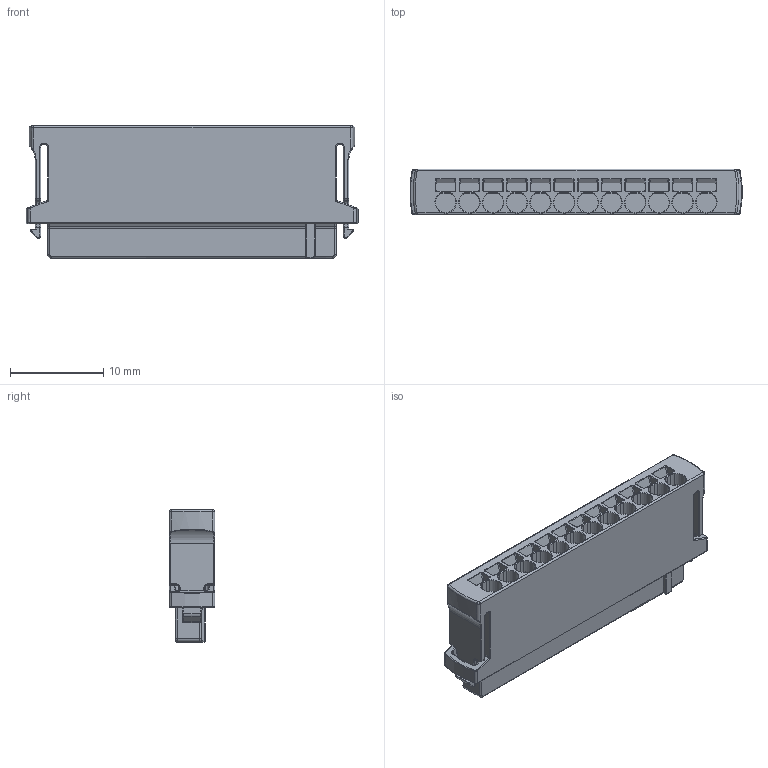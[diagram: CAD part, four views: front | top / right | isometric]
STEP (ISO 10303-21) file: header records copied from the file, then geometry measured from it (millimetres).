
FILE_DESCRIPTION(/* description */ (''),/* implementation_level */ '2;1');
FILE_NAME(/* name */ '100551511ugm000_a.stp',/* time_stamp */ '2014-04-23T19:24:20+02:00',/* author */ (''),/* organization */ (''),/* preprocessor_version */ 'ST-DEVELOPER v15',/* originating_system */ 'SIEMENS PLM Software NX 8.5',/* authorisation */ '');
FILE_SCHEMA (('AUTOMOTIVE_DESIGN { 1 0 10303 214 3 1 1 1 }'));
Length unit declared in the file: millimetre
Products named in the file (1): 100551511ugm000_a
Bounding box: 35.59 x 4.9 x 14.2 mm (x, y, z)
Volume: 1826.1 mm3; surface area: 1807.4 mm2
Topology: 1 solids, 1 shells, 665 faces, 1973 edges, 1773 vertices
Faces by surface type: plane 257, cylinder 222, bspline 76, cone 60, torus 50
Entity records: 23953 total; most frequent: CARTESIAN_POINT 5176, DIRECTION 3687, ORIENTED_EDGE 3220, EDGE_CURVE 1610, AXIS2_PLACEMENT_3D 1262, LINE 1163, VECTOR 1163, VERTEX_POINT 968
